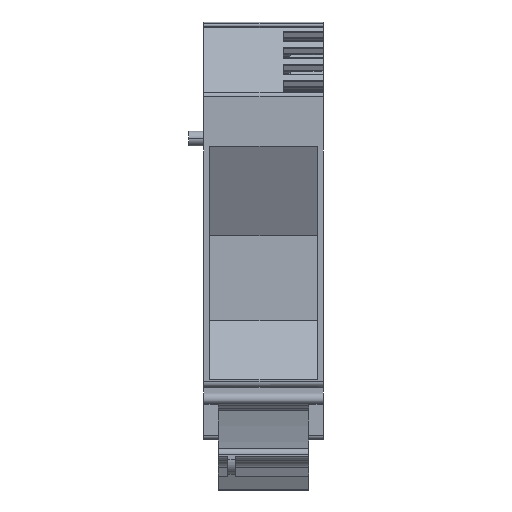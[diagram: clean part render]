
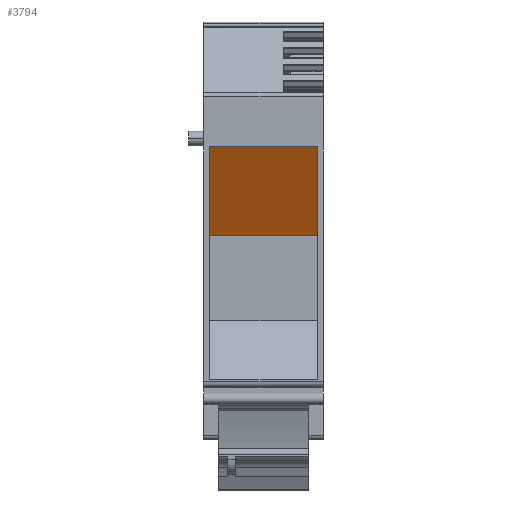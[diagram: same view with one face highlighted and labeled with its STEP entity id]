
A CAD part, front view. The second image highlights one B-rep face of the part: STEP entity #3794.
In plain terms, the highlighted planar face has unit normal (0, -0.888, -0.461).
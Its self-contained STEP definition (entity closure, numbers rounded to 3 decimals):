
#3767=AXIS2_PLACEMENT_3D('Plane Axis2P3D',#3764,#3765,#3766) ;
#669=CARTESIAN_POINT('Line Origine',(9.95,4.,45.75)) ;
#673=CARTESIAN_POINT('Vertex',(17.1,4.,45.75)) ;
#675=CARTESIAN_POINT('Vertex',(2.8,4.,45.75)) ;
#3764=CARTESIAN_POINT('Axis2P3D Location',(17.1,4.,45.75)) ;
#3769=CARTESIAN_POINT('Line Origine',(2.8,7.1,39.775)) ;
#3773=CARTESIAN_POINT('Vertex',(2.8,10.2,33.8)) ;
#3776=CARTESIAN_POINT('Line Origine',(9.95,10.2,33.8)) ;
#3780=CARTESIAN_POINT('Vertex',(17.1,10.2,33.8)) ;
#3783=CARTESIAN_POINT('Line Origine',(17.1,7.1,39.775)) ;
#670=DIRECTION('Vector Direction',(-1.,0.,0.)) ;
#3765=DIRECTION('Axis2P3D Direction',(0.,0.888,0.461)) ;
#3766=DIRECTION('Axis2P3D XDirection',(0.,0.461,-0.888)) ;
#3770=DIRECTION('Vector Direction',(0.,0.461,-0.888)) ;
#3777=DIRECTION('Vector Direction',(-1.,0.,0.)) ;
#3784=DIRECTION('Vector Direction',(0.,0.461,-0.888)) ;
#671=VECTOR('Line Direction',#670,1.) ;
#3771=VECTOR('Line Direction',#3770,1.) ;
#3778=VECTOR('Line Direction',#3777,1.) ;
#3785=VECTOR('Line Direction',#3784,1.) ;
#3789=ORIENTED_EDGE('',*,*,#3775,.T.) ;
#3790=ORIENTED_EDGE('',*,*,#3782,.F.) ;
#3791=ORIENTED_EDGE('',*,*,#3787,.F.) ;
#3792=ORIENTED_EDGE('',*,*,#677,.T.) ;
#3794=ADVANCED_FACE('KLTR',(#3793),#3768,.F.) ;
#677=EDGE_CURVE('',#674,#676,#672,.T.) ;
#3775=EDGE_CURVE('',#676,#3774,#3772,.T.) ;
#3782=EDGE_CURVE('',#3781,#3774,#3779,.T.) ;
#3787=EDGE_CURVE('',#674,#3781,#3786,.T.) ;
#3788=EDGE_LOOP('',(#3789,#3790,#3791,#3792)) ;
#3793=FACE_OUTER_BOUND('',#3788,.T.) ;
#672=LINE('Line',#669,#671) ;
#3772=LINE('Line',#3769,#3771) ;
#3779=LINE('Line',#3776,#3778) ;
#3786=LINE('Line',#3783,#3785) ;
#3768=PLANE('',#3767) ;
#674=VERTEX_POINT('',#673) ;
#676=VERTEX_POINT('',#675) ;
#3774=VERTEX_POINT('',#3773) ;
#3781=VERTEX_POINT('',#3780) ;
